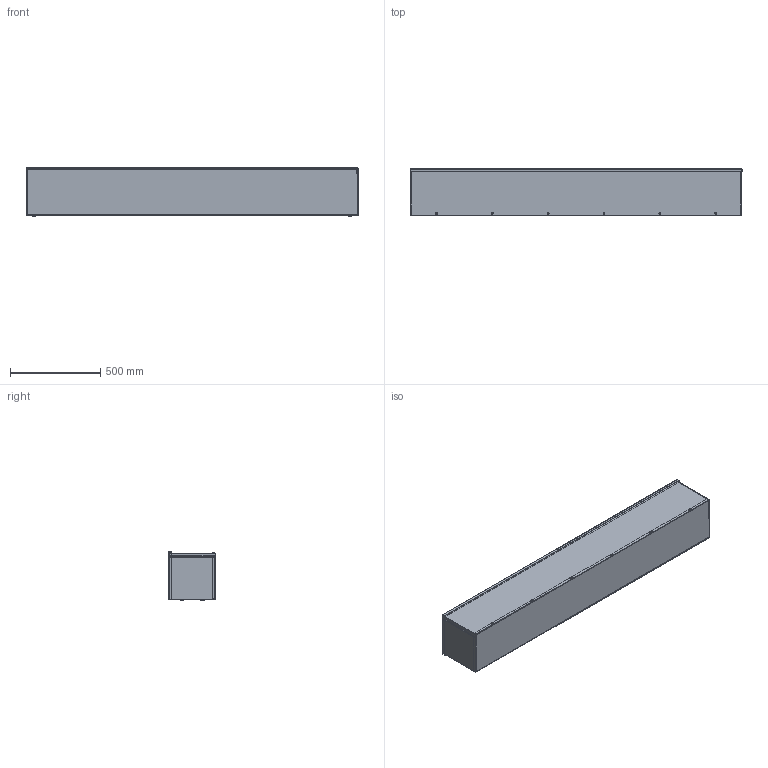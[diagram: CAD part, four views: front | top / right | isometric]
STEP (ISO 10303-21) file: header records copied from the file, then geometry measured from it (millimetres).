
FILE_DESCRIPTION(/* description */ ('RSCG, NK, NEMA 3R, CS, BLR, 10X10X72'),/* implementation_level */ '2;1');
FILE_NAME(/* name */ 'RSCG101072NK.stp',/* time_stamp */ '2015-07-02T15:38:26+05:00',/* author */ ('vdas'),/* organization */ (''),/* preprocessor_version */ 'ST-DEVELOPER v15.2',/* originating_system */ 'Autodesk Inventor 2014',/* authorisation */ '');
FILE_SCHEMA (('AUTOMOTIVE_DESIGN { 1 0 10303 214 3 1 1 }'));
Length unit declared in the file: inch
Products named in the file (8): RSCG101072NKBLR; RSCG1072NKBTM; RSCG1072NKCAP; RSCG72NKSTRAP-14GA; RSCG1072NKLID; 31813; HFW372196; RSCG101072NK
Bounding box: 1838.33 x 257.47 x 268 mm (x, y, z)
Volume: 4167677.1 mm3; surface area: 4481760.5 mm2
Topology: 17 solids, 17 shells, 843 faces, 2283 edges, 1506 vertices
Faces by surface type: plane 376, cylinder 281, cone 92, torus 52, bspline 42
Full cylindrical faces by diameter (mm): 3.68 x12, 4.826 x96, 6.35 x9, 7.144 x4, 7.925 x6, 10.516 x6
Entity records: 17747 total; most frequent: CARTESIAN_POINT 6372, ORIENTED_EDGE 2220, DIRECTION 2220, EDGE_CURVE 1110, AXIS2_PLACEMENT_3D 826, VERTEX_POINT 717, LINE 568, VECTOR 568
